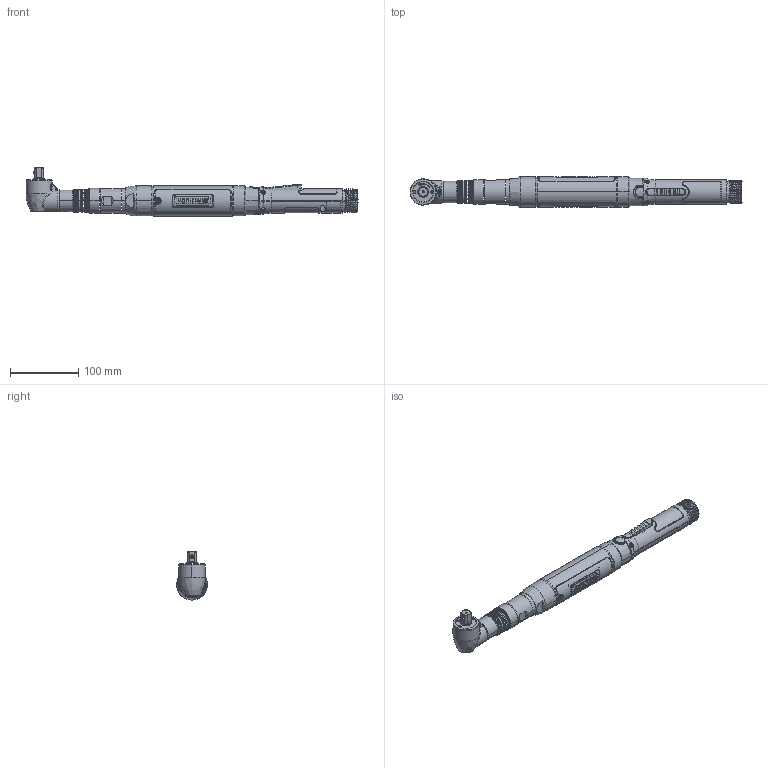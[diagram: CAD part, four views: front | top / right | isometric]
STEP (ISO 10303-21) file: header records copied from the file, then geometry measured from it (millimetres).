
FILE_DESCRIPTION((''),'2;1');
FILE_NAME('EB33LA19-40','2012-02-08T',('MAM0508'),(''),'PRO/ENGINEER BY PARAMETRIC TECHNOLOGY CORPORATION, 2010430','PRO/ENGINEER BY PARAMETRIC TECHNOLOGY CORPORATION, 2010430','');
FILE_SCHEMA(('CONFIG_CONTROL_DESIGN'));
Products named in the file (1): EB33LA19-40
Bounding box: 485.17 x 45.57 x 70.46 mm (x, y, z)
Surface area: 103368.4 mm2 (no closed solid volume)
Topology: 0 solids, 174 shells, 835 faces, 4664 edges, 3868 vertices
Faces by surface type: cylinder 306, bspline 159, plane 157, cone 107, torus 85, extrusion 21
Entity records: 63649 total; most frequent: CARTESIAN_POINT 33268, ORIENTED_EDGE 5687, DIRECTION 4843, EDGE_CURVE 4662, VERTEX_POINT 3868, B_SPLINE_CURVE_WITH_KNOTS 2241, AXIS2_PLACEMENT_3D 1725, VECTOR 1393
